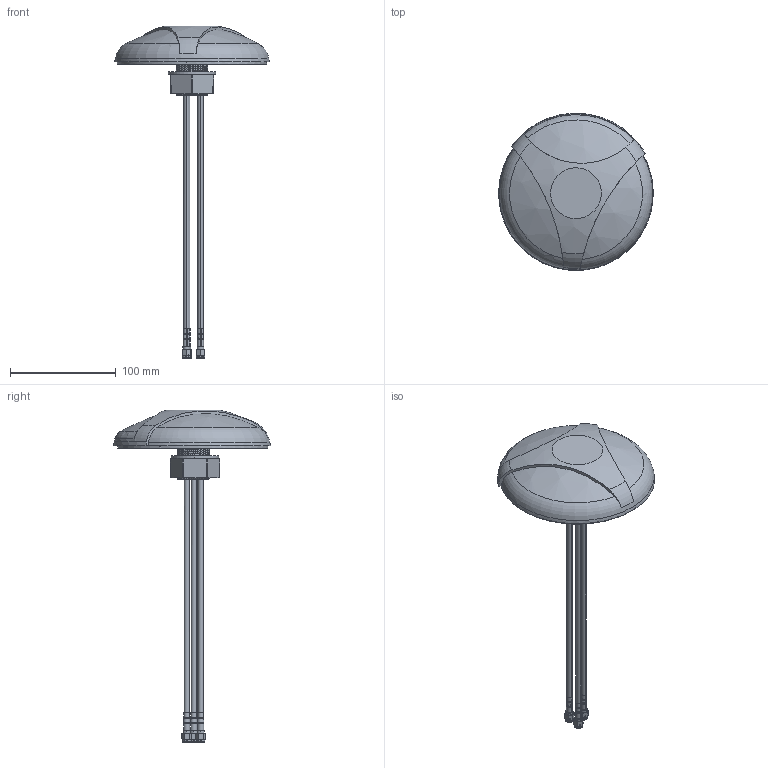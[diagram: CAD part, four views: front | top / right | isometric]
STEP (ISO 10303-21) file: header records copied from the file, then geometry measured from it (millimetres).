
FILE_DESCRIPTION (( 'STEP AP214' ), '1' );
FILE_NAME ('MA673.A.CGH.004_Web.STEP', '2020-01-16T05:57:16', ( '' ), ( '' ), 'SwSTEP 2.0', 'SolidWorks 2017', '' );
FILE_SCHEMA (( 'AUTOMOTIVE_DESIGN' ));
Length unit declared in the file: millimetre
Products named in the file (17): Assembly-1; MA600.; Skin_Group1; 000611H0000XXA_MA600_M40_Plastic_Washer; Heat shrink tube; 000111H0000XXA_MA600_M40_Plastic_NUT; SMA(M)RP-CFD200; MA673.A.CGH.004_Web
Assembly tree (11 placements, depth 4):
  MA600.
  Heat shrink tube
  Heat shrink tube
  000111H0000XXA_MA600_M40_Plastic_NUT
  Skin_Group1
Bounding box: 145.91 x 148.36 x 313.44 mm (x, y, z)
Volume: 471246.4 mm3; surface area: 69737.4 mm2
Topology: 9 solids, 9 shells, 402 faces, 926 edges, 570 vertices
Faces by surface type: cone 174, cylinder 123, plane 69, bspline 28, sphere 4, torus 4
Entity records: 14776 total; most frequent: CARTESIAN_POINT 7104, ORIENTED_EDGE 1068, DIRECTION 942, EDGE_CURVE 534, AXIS2_PLACEMENT_3D 390, VERTEX_POINT 338, EDGE_LOOP 240, UNCERTAINTY_MEASURE_WITH_UNIT 238
